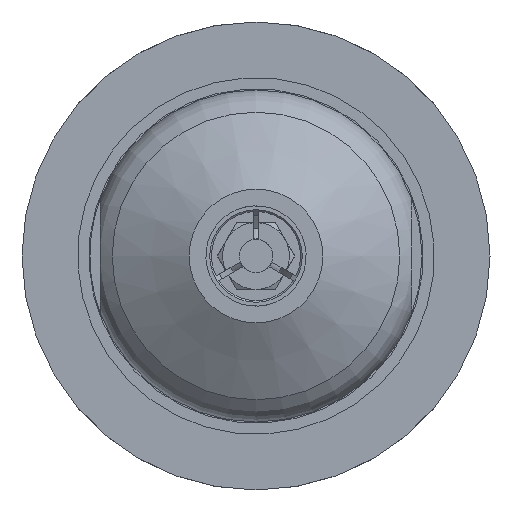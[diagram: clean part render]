
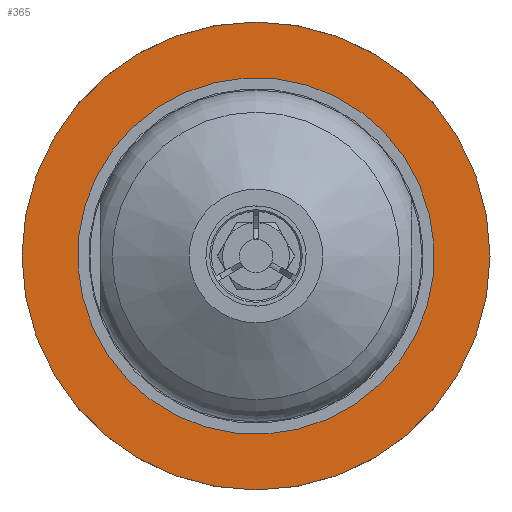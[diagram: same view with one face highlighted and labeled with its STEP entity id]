
A CAD part, left-side view. The second image highlights one B-rep face of the part: STEP entity #365.
In plain terms, the highlighted planar face has unit normal (-1, 0, 0).
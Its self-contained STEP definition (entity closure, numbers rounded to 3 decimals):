
#334=CARTESIAN_POINT('',(10.8,-21.,0.));
#335=VERTEX_POINT('',#334);
#336=CARTESIAN_POINT('',(10.8,0.,0.));
#337=DIRECTION('',(1.0,0.0,0.0));
#338=DIRECTION('',(0.0,-1.0,0.0));
#339=AXIS2_PLACEMENT_3D('',#336,#337,#338);
#340=CIRCLE('',#339,21.);
#341=EDGE_CURVE('',#335,#335,#340,.T.);
#346=CARTESIAN_POINT('',(10.8,-16.447,0.));
#347=DIRECTION('',(-1.0,0.0,0.0));
#348=DIRECTION('',(0.0,0.0,-1.0));
#349=AXIS2_PLACEMENT_3D('',#346,#347,#348);
#350=PLANE('',#349);
#351=ORIENTED_EDGE('',*,*,#341,.F.);
#352=EDGE_LOOP('',(#351));
#353=FACE_OUTER_BOUND('',#352,.T.);
#354=CARTESIAN_POINT('',(10.8,-11.895,0.));
#355=VERTEX_POINT('',#354);
#356=CARTESIAN_POINT('',(10.8,0.,0.));
#357=DIRECTION('',(1.0,0.0,0.0));
#358=DIRECTION('',(0.0,-1.0,0.0));
#359=AXIS2_PLACEMENT_3D('',#356,#357,#358);
#360=CIRCLE('',#359,11.895);
#361=EDGE_CURVE('',#355,#355,#360,.T.);
#362=ORIENTED_EDGE('',*,*,#361,.T.);
#363=EDGE_LOOP('',(#362));
#364=FACE_BOUND('',#363,.T.);
#365=ADVANCED_FACE('',(#353,#364),#350,.T.);
